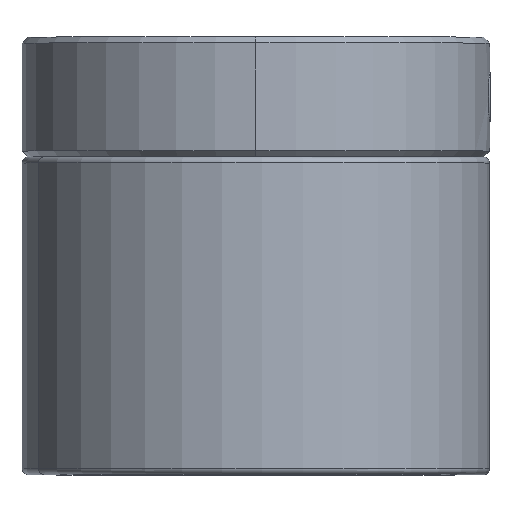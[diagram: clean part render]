
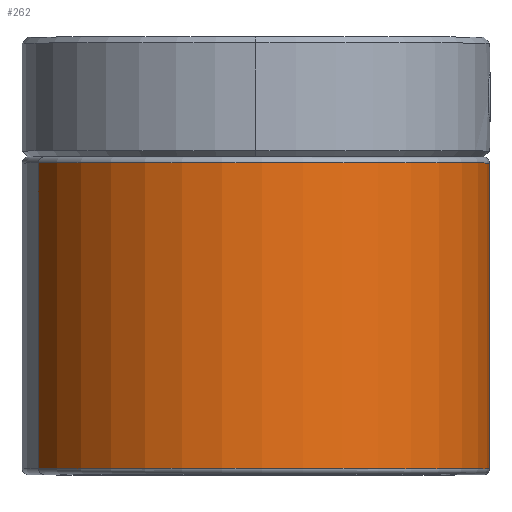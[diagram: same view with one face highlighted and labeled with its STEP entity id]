
A CAD part, top view. The second image highlights one B-rep face of the part: STEP entity #262.
In plain terms, the highlighted cylindrical face has radius 19.5 mm (diameter 39 mm), a partial arc.
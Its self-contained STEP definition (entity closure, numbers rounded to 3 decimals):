
#74 = CARTESIAN_POINT ( 'NONE',  ( 19.5, 0., 26.5 ) ) ;
#154 = VERTEX_POINT ( 'NONE', #1064 ) ;
#188 = CARTESIAN_POINT ( 'NONE',  ( 0., 0., 26.5 ) ) ;
#235 = AXIS2_PLACEMENT_3D ( 'NONE', #881, #3153, #2857 ) ;
#262 = ADVANCED_FACE ( 'NONE', ( #2973 ), #1575, .T. ) ;
#729 = AXIS2_PLACEMENT_3D ( 'NONE', #188, #2410, #3271 ) ;
#744 = ORIENTED_EDGE ( 'NONE', *, *, #1271, .F. ) ;
#864 = CARTESIAN_POINT ( 'NONE',  ( -19.5, 0., 26. ) ) ;
#881 = CARTESIAN_POINT ( 'NONE',  ( 0., 0., 0.5 ) ) ;
#901 = DIRECTION ( 'NONE',  ( 1., 0., 0. ) ) ;
#974 = VERTEX_POINT ( 'NONE', #2075 ) ;
#1064 = CARTESIAN_POINT ( 'NONE',  ( -19.5, 0., 0.5 ) ) ;
#1271 = EDGE_CURVE ( 'NONE', #2479, #154, #2422, .T. ) ;
#1575 = CYLINDRICAL_SURFACE ( 'NONE', #729, 19.5 ) ;
#1662 = EDGE_CURVE ( 'NONE', #3152, #974, #2305, .T. ) ;
#1696 = AXIS2_PLACEMENT_3D ( 'NONE', #2300, #3114, #901 ) ;
#1799 = DIRECTION ( 'NONE',  ( 0., 0., -1. ) ) ;
#1831 = VECTOR ( 'NONE', #1799, 1000. ) ;
#1843 = CARTESIAN_POINT ( 'NONE',  ( 19.5, 0., 26. ) ) ;
#1858 = CARTESIAN_POINT ( 'NONE',  ( -19.5, 0., 26.5 ) ) ;
#1871 = CIRCLE ( 'NONE', #235, 19.5 ) ;
#2022 = EDGE_CURVE ( 'NONE', #974, #154, #1871, .T. ) ;
#2075 = CARTESIAN_POINT ( 'NONE',  ( 19.5, 0., 0.5 ) ) ;
#2076 = ORIENTED_EDGE ( 'NONE', *, *, #2022, .T. ) ;
#2128 = DIRECTION ( 'NONE',  ( 0., 0., -1. ) ) ;
#2300 = CARTESIAN_POINT ( 'NONE',  ( 0., 0., 26. ) ) ;
#2305 = LINE ( 'NONE', #74, #1831 ) ;
#2316 = ORIENTED_EDGE ( 'NONE', *, *, #2319, .T. ) ;
#2319 = EDGE_CURVE ( 'NONE', #2479, #3152, #3294, .T. ) ;
#2410 = DIRECTION ( 'NONE',  ( 0., 0., -1. ) ) ;
#2422 = LINE ( 'NONE', #1858, #3027 ) ;
#2479 = VERTEX_POINT ( 'NONE', #864 ) ;
#2648 = EDGE_LOOP ( 'NONE', ( #2316, #3077, #2076, #744 ) ) ;
#2857 = DIRECTION ( 'NONE',  ( 1., 0., 0. ) ) ;
#2973 = FACE_OUTER_BOUND ( 'NONE', #2648, .T. ) ;
#3027 = VECTOR ( 'NONE', #2128, 1000. ) ;
#3077 = ORIENTED_EDGE ( 'NONE', *, *, #1662, .T. ) ;
#3114 = DIRECTION ( 'NONE',  ( 0., 0., -1. ) ) ;
#3152 = VERTEX_POINT ( 'NONE', #1843 ) ;
#3153 = DIRECTION ( 'NONE',  ( 0., 0., 1. ) ) ;
#3271 = DIRECTION ( 'NONE',  ( -1., 0., 0. ) ) ;
#3294 = CIRCLE ( 'NONE', #1696, 19.5 ) ;
